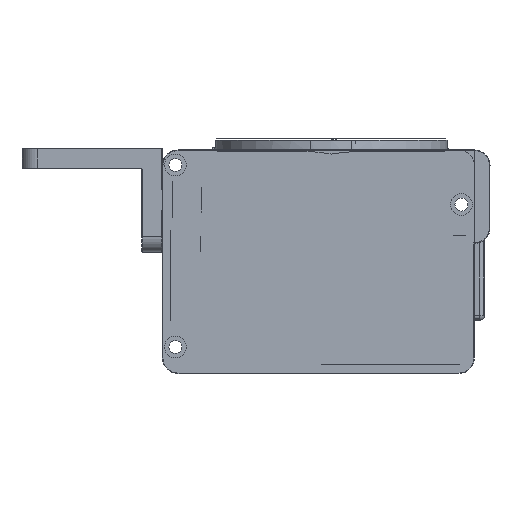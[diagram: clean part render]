
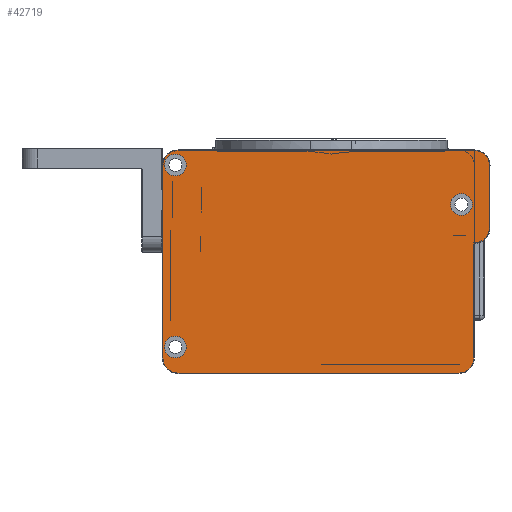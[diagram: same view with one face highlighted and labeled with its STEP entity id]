
A CAD part, front view. The second image highlights one B-rep face of the part: STEP entity #42719.
In plain terms, the highlighted planar face has unit normal (0, -1, 0).
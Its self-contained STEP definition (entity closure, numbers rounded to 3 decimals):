
#1054=FACE_BOUND('',#6685,.T.);
#1055=FACE_BOUND('',#6686,.T.);
#1056=FACE_BOUND('',#6687,.T.);
#2541=PLANE('',#45565);
#4504=FACE_OUTER_BOUND('',#6684,.T.);
#6684=EDGE_LOOP('',(#40021,#40022,#40023,#40024,#40025,#40026,#40027,#40028,
#40029,#40030));
#6685=EDGE_LOOP('',(#40031));
#6686=EDGE_LOOP('',(#40032));
#6687=EDGE_LOOP('',(#40033));
#7577=CIRCLE('',#45566,2.9);
#7578=CIRCLE('',#45567,2.9);
#7579=CIRCLE('',#45568,2.9);
#7580=CIRCLE('',#45569,2.9);
#7581=CIRCLE('',#45570,2.9);
#7582=CIRCLE('',#45571,2.1);
#7583=CIRCLE('',#45572,2.1);
#7584=CIRCLE('',#45573,2.1);
#12667=LINE('',#72485,#17925);
#12668=LINE('',#72489,#17926);
#12669=LINE('',#72493,#17927);
#12670=LINE('',#72497,#17928);
#12671=LINE('',#72500,#17929);
#17925=VECTOR('',#56095,12.);
#17926=VECTOR('',#56098,57.);
#17927=VECTOR('',#56101,37.);
#17928=VECTOR('',#56104,54.);
#17929=VECTOR('',#56107,22.102);
#22338=VERTEX_POINT('',#72481);
#22339=VERTEX_POINT('',#72482);
#22340=VERTEX_POINT('',#72484);
#22341=VERTEX_POINT('',#72486);
#22342=VERTEX_POINT('',#72488);
#22343=VERTEX_POINT('',#72490);
#22344=VERTEX_POINT('',#72492);
#22345=VERTEX_POINT('',#72494);
#22346=VERTEX_POINT('',#72496);
#22347=VERTEX_POINT('',#72498);
#22348=VERTEX_POINT('',#72501);
#22349=VERTEX_POINT('',#72503);
#22350=VERTEX_POINT('',#72505);
#28705=EDGE_CURVE('',#22338,#22339,#7577,.T.);
#28706=EDGE_CURVE('',#22339,#22340,#12667,.T.);
#28707=EDGE_CURVE('',#22340,#22341,#7578,.T.);
#28708=EDGE_CURVE('',#22341,#22342,#12668,.T.);
#28709=EDGE_CURVE('',#22342,#22343,#7579,.T.);
#28710=EDGE_CURVE('',#22343,#22344,#12669,.T.);
#28711=EDGE_CURVE('',#22344,#22345,#7580,.T.);
#28712=EDGE_CURVE('',#22345,#22346,#12670,.T.);
#28713=EDGE_CURVE('',#22346,#22347,#7581,.T.);
#28714=EDGE_CURVE('',#22347,#22338,#12671,.T.);
#28715=EDGE_CURVE('',#22348,#22348,#7582,.T.);
#28716=EDGE_CURVE('',#22349,#22349,#7583,.T.);
#28717=EDGE_CURVE('',#22350,#22350,#7584,.T.);
#40021=ORIENTED_EDGE('',*,*,#28705,.T.);
#40022=ORIENTED_EDGE('',*,*,#28706,.T.);
#40023=ORIENTED_EDGE('',*,*,#28707,.T.);
#40024=ORIENTED_EDGE('',*,*,#28708,.T.);
#40025=ORIENTED_EDGE('',*,*,#28709,.T.);
#40026=ORIENTED_EDGE('',*,*,#28710,.T.);
#40027=ORIENTED_EDGE('',*,*,#28711,.T.);
#40028=ORIENTED_EDGE('',*,*,#28712,.T.);
#40029=ORIENTED_EDGE('',*,*,#28713,.T.);
#40030=ORIENTED_EDGE('',*,*,#28714,.T.);
#40031=ORIENTED_EDGE('',*,*,#28715,.F.);
#40032=ORIENTED_EDGE('',*,*,#28716,.F.);
#40033=ORIENTED_EDGE('',*,*,#28717,.F.);
#42719=ADVANCED_FACE('',(#4504,#1054,#1055,#1056),#2541,.F.);
#45565=AXIS2_PLACEMENT_3D('',#72480,#56091,#56092);
#45566=AXIS2_PLACEMENT_3D('',#72483,#56093,#56094);
#45567=AXIS2_PLACEMENT_3D('',#72487,#56096,#56097);
#45568=AXIS2_PLACEMENT_3D('',#72491,#56099,#56100);
#45569=AXIS2_PLACEMENT_3D('',#72495,#56102,#56103);
#45570=AXIS2_PLACEMENT_3D('',#72499,#56105,#56106);
#45571=AXIS2_PLACEMENT_3D('',#72502,#56108,#56109);
#45572=AXIS2_PLACEMENT_3D('',#72504,#56110,#56111);
#45573=AXIS2_PLACEMENT_3D('',#72506,#56112,#56113);
#56091=DIRECTION('center_axis',(0.,1.,0.));
#56092=DIRECTION('ref_axis',(-1.,0.,0.));
#56093=DIRECTION('center_axis',(0.,-1.,0.));
#56094=DIRECTION('ref_axis',(0.707,0.,-0.707));
#56095=DIRECTION('',(0.,0.,1.));
#56096=DIRECTION('center_axis',(0.,-1.,0.));
#56097=DIRECTION('ref_axis',(0.707,0.,0.707));
#56098=DIRECTION('',(-1.,0.,0.));
#56099=DIRECTION('center_axis',(0.,-1.,0.));
#56100=DIRECTION('ref_axis',(-0.707,0.,0.707));
#56101=DIRECTION('',(0.,0.,-1.));
#56102=DIRECTION('center_axis',(0.,-1.,0.));
#56103=DIRECTION('ref_axis',(-0.707,0.,-0.707));
#56104=DIRECTION('',(1.,0.,0.));
#56105=DIRECTION('center_axis',(0.,-1.,0.));
#56106=DIRECTION('ref_axis',(0.707,0.,-0.707));
#56107=DIRECTION('',(0.,0.,1.));
#56108=DIRECTION('center_axis',(0.,-1.,0.));
#56109=DIRECTION('ref_axis',(-1.,0.,0.));
#56110=DIRECTION('center_axis',(0.,-1.,0.));
#56111=DIRECTION('ref_axis',(-1.,0.,0.));
#56112=DIRECTION('center_axis',(0.,-1.,0.));
#56113=DIRECTION('ref_axis',(-1.,0.,0.));
#72480=CARTESIAN_POINT('Origin',(0.,-52.,20.2));
#72481=CARTESIAN_POINT('',(29.9,-52.,23.802));
#72482=CARTESIAN_POINT('',(32.9,-52.,26.7));
#72483=CARTESIAN_POINT('Origin',(30.,-52.,26.7));
#72484=CARTESIAN_POINT('',(32.9,-52.,38.7));
#72485=CARTESIAN_POINT('',(32.9,-52.,21.95));
#72486=CARTESIAN_POINT('',(30.,-52.,41.6));
#72487=CARTESIAN_POINT('Origin',(30.,-52.,38.7));
#72488=CARTESIAN_POINT('',(-27.,-52.,41.6));
#72489=CARTESIAN_POINT('',(-15.,-52.,41.6));
#72490=CARTESIAN_POINT('',(-29.9,-52.,38.7));
#72491=CARTESIAN_POINT('Origin',(-27.,-52.,38.7));
#72492=CARTESIAN_POINT('',(-29.9,-52.,1.7));
#72493=CARTESIAN_POINT('',(-29.9,-52.,9.45));
#72494=CARTESIAN_POINT('',(-27.,-52.,-1.2));
#72495=CARTESIAN_POINT('Origin',(-27.,-52.,1.7));
#72496=CARTESIAN_POINT('',(27.,-52.,-1.2));
#72497=CARTESIAN_POINT('',(15.,-52.,-1.2));
#72498=CARTESIAN_POINT('',(29.9,-52.,1.7));
#72499=CARTESIAN_POINT('Origin',(27.,-52.,1.7));
#72500=CARTESIAN_POINT('',(29.9,-52.,30.95));
#72501=CARTESIAN_POINT('',(-29.6,-52.,3.8));
#72502=CARTESIAN_POINT('Origin',(-27.5,-52.,3.8));
#72503=CARTESIAN_POINT('',(25.4,-52.,31.2));
#72504=CARTESIAN_POINT('Origin',(27.5,-52.,31.2));
#72505=CARTESIAN_POINT('',(-29.6,-52.,38.8));
#72506=CARTESIAN_POINT('Origin',(-27.5,-52.,38.8));
